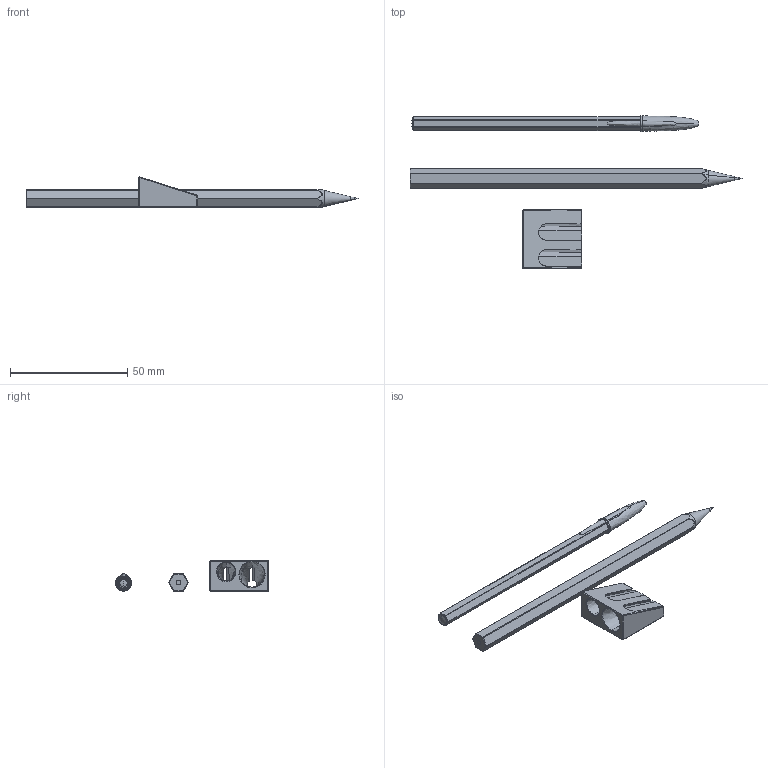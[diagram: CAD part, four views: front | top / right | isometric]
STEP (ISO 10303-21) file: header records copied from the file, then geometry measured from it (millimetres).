
FILE_DESCRIPTION(/* description */ (''),/* implementation_level */ '2;1');
FILE_NAME(/* name */ 'PENS',/* time_stamp */ '2019-08-08T12:29:45+02:00',/* author */ (''),/* organization */ (''),/* preprocessor_version */ 'ST-DEVELOPER v15',/* originating_system */ '',/* authorisation */ '');
FILE_SCHEMA (('AUTOMOTIVE_DESIGN'));
Length unit declared in the file: millimetre
Products named in the file (1): Document
Bounding box: 141.53 x 65.2 x 12.91 mm (x, y, z)
Volume: 4103.7 mm3; surface area: 12163.1 mm2
Topology: 5 solids, 40 shells, 229 faces, 549 edges, 355 vertices
Faces by surface type: bspline 173, plane 56
Entity records: 12257 total; most frequent: CARTESIAN_POINT 8985, ORIENTED_EDGE 950, EDGE_CURVE 543, VERTEX_POINT 355, B_SPLINE_CURVE_WITH_KNOTS 267, EDGE_LOOP 236, ADVANCED_FACE 229, FACE_OUTER_BOUND 229
